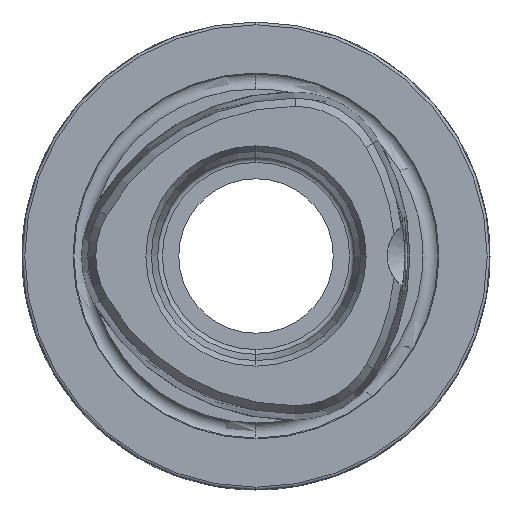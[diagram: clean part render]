
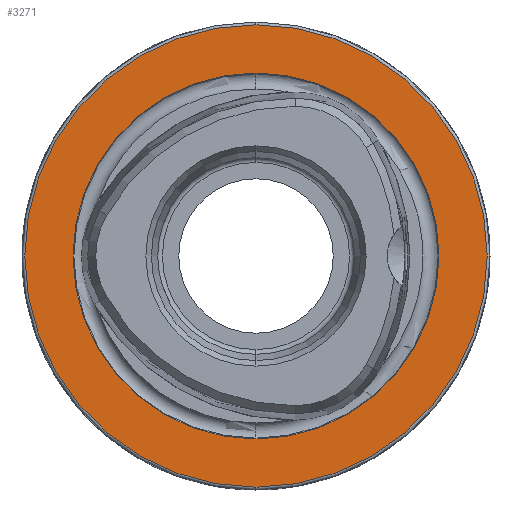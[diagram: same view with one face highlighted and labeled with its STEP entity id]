
A CAD part, left-side view. The second image highlights one B-rep face of the part: STEP entity #3271.
In plain terms, the highlighted planar face has unit normal (-1, 0, 0).
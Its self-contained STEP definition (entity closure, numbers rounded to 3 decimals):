
#27 = DIRECTION ( 'NONE',  ( 0., 0., 1. ) ) ;
#135 = AXIS2_PLACEMENT_3D ( 'NONE', #4845, #473, #27 ) ;
#258 = CARTESIAN_POINT ( 'NONE',  ( 0., 19.55, 0. ) ) ;
#317 = CARTESIAN_POINT ( 'NONE',  ( 0., 0., 0. ) ) ;
#369 = DIRECTION ( 'NONE',  ( 1., 0., 0. ) ) ;
#412 = AXIS2_PLACEMENT_3D ( 'NONE', #317, #4098, #6172 ) ;
#473 = DIRECTION ( 'NONE',  ( -1., 0., 0. ) ) ;
#542 = CARTESIAN_POINT ( 'NONE',  ( 0., 0., 0. ) ) ;
#735 = FACE_OUTER_BOUND ( 'NONE', #4504, .T. ) ;
#1070 = ORIENTED_EDGE ( 'NONE', *, *, #2265, .F. ) ;
#1166 = VERTEX_POINT ( 'NONE', #4813 ) ;
#1180 = AXIS2_PLACEMENT_3D ( 'NONE', #542, #2342, #2038 ) ;
#1253 = CARTESIAN_POINT ( 'NONE',  ( 0., 0., 0. ) ) ;
#1254 = AXIS2_PLACEMENT_3D ( 'NONE', #1253, #1686, #5090 ) ;
#1479 = VERTEX_POINT ( 'NONE', #4313 ) ;
#1530 = CIRCLE ( 'NONE', #412, 24.7 ) ;
#1540 = CARTESIAN_POINT ( 'NONE',  ( 0., 0., -19.55 ) ) ;
#1686 = DIRECTION ( 'NONE',  ( -1., 0., 0. ) ) ;
#1705 = EDGE_LOOP ( 'NONE', ( #1920, #1070 ) ) ;
#1824 = PLANE ( 'NONE',  #2870 ) ;
#1920 = ORIENTED_EDGE ( 'NONE', *, *, #2447, .F. ) ;
#2038 = DIRECTION ( 'NONE',  ( 0., 0., 1. ) ) ;
#2265 = EDGE_CURVE ( 'NONE', #3399, #5177, #3896, .T. ) ;
#2342 = DIRECTION ( 'NONE',  ( -1., 0., 0. ) ) ;
#2447 = EDGE_CURVE ( 'NONE', #5177, #3399, #2883, .T. ) ;
#2801 = DIRECTION ( 'NONE',  ( 0., 0., -1. ) ) ;
#2856 = ORIENTED_EDGE ( 'NONE', *, *, #4372, .T. ) ;
#2870 = AXIS2_PLACEMENT_3D ( 'NONE', #258, #369, #2801 ) ;
#2883 = CIRCLE ( 'NONE', #135, 19.55 ) ;
#3031 = ORIENTED_EDGE ( 'NONE', *, *, #5890, .T. ) ;
#3271 = ADVANCED_FACE ( 'NONE', ( #3290, #735 ), #1824, .F. ) ;
#3290 = FACE_BOUND ( 'NONE', #1705, .T. ) ;
#3399 = VERTEX_POINT ( 'NONE', #1540 ) ;
#3896 = CIRCLE ( 'NONE', #1254, 19.55 ) ;
#3923 = CIRCLE ( 'NONE', #1180, 24.7 ) ;
#4098 = DIRECTION ( 'NONE',  ( -1., 0., 0. ) ) ;
#4313 = CARTESIAN_POINT ( 'NONE',  ( 0., 0., 24.7 ) ) ;
#4372 = EDGE_CURVE ( 'NONE', #1166, #1479, #3923, .T. ) ;
#4504 = EDGE_LOOP ( 'NONE', ( #3031, #2856 ) ) ;
#4813 = CARTESIAN_POINT ( 'NONE',  ( 0., 0., -24.7 ) ) ;
#4845 = CARTESIAN_POINT ( 'NONE',  ( 0., 0., 0. ) ) ;
#5090 = DIRECTION ( 'NONE',  ( 0., 0., 1. ) ) ;
#5177 = VERTEX_POINT ( 'NONE', #6194 ) ;
#5890 = EDGE_CURVE ( 'NONE', #1479, #1166, #1530, .T. ) ;
#6172 = DIRECTION ( 'NONE',  ( 0., 0., 1. ) ) ;
#6194 = CARTESIAN_POINT ( 'NONE',  ( 0., 0., 19.55 ) ) ;
